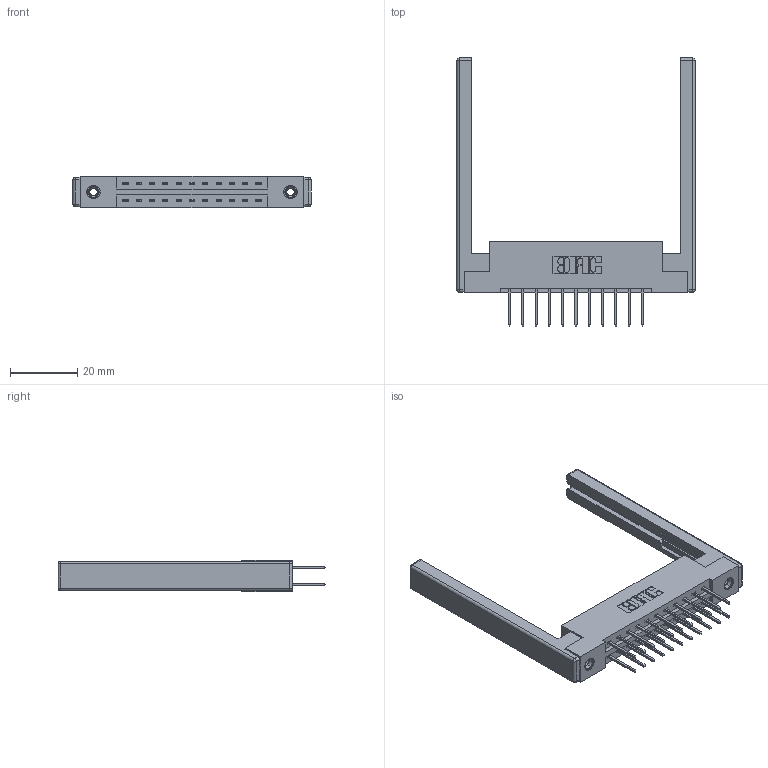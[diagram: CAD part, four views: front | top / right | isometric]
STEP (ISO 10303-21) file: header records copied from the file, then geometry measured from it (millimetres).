
FILE_DESCRIPTION (( 'STEP AP203' ), '1' );
FILE_NAME ('337-022-523-268.STEP', '2019-10-08T14:38:10', ( '' ), ( '' ), 'SwSTEP 2.0', 'SolidWorks 2016', '' );
FILE_SCHEMA (( 'CONFIG_CONTROL_DESIGN' ));
Length unit declared in the file: inch
Products named in the file (5): 345-250-001_345-250-001-102; 345-292-001_345-293-123; 307-220-068; 337 Part_Flush Mounting Lugs - 0.156 Dia-TI; 337-022-523-268
Assembly tree (27 placements, depth 2):
  337-022-523-268
    337 Part_Flush Mounting Lugs - 0.156 Dia-TI
    345-292-001_345-293-123  x22
    345-250-001_345-250-001-102  x2
    307-220-068  x2
Bounding box: 71.02 x 79.89 x 9.4 mm (x, y, z)
Volume: 11501.7 mm3; surface area: 11993.2 mm2
Topology: 27 solids, 27 shells, 1456 faces, 4243 edges, 2778 vertices
Faces by surface type: plane 994, cylinder 438, cone 12, sphere 8, torus 4
Entity records: 15316 total; most frequent: CARTESIAN_POINT 2571, ORIENTED_EDGE 2496, DIRECTION 2314, EDGE_CURVE 1248, VECTOR 1070, LINE 1070, VERTEX_POINT 822, AXIS2_PLACEMENT_3D 622
